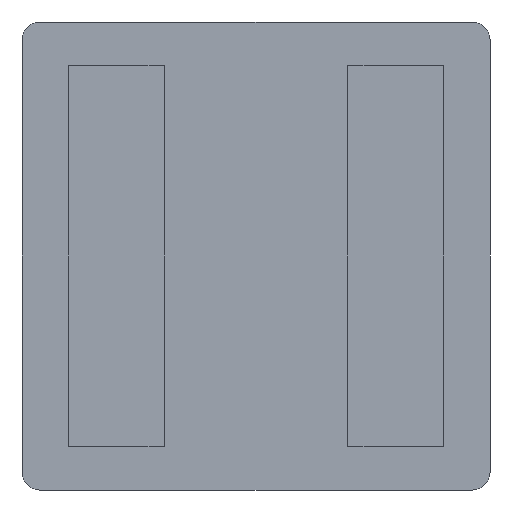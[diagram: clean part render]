
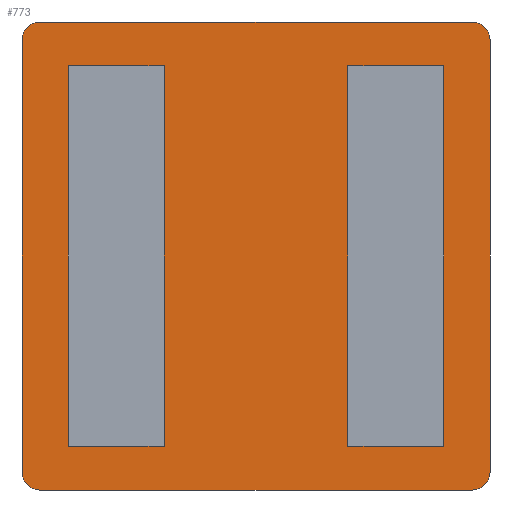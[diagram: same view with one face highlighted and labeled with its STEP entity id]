
A CAD part, front view. The second image highlights one B-rep face of the part: STEP entity #773.
In plain terms, the highlighted planar face has unit normal (0, -1, 0).
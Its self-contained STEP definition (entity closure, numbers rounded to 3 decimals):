
#8 = VERTEX_POINT ( 'NONE', #253 ) ;
#15 = CIRCLE ( 'NONE', #322, 0.15 ) ;
#21 = LINE ( 'NONE', #375, #606 ) ;
#29 = EDGE_CURVE ( 'NONE', #257, #539, #442, .T. ) ;
#41 = EDGE_CURVE ( 'NONE', #431, #257, #723, .T. ) ;
#54 = ORIENTED_EDGE ( 'NONE', *, *, #272, .F. ) ;
#58 = CARTESIAN_POINT ( 'NONE',  ( -1.85, 0., 1.85 ) ) ;
#61 = DIRECTION ( 'NONE',  ( 0., 0., 1. ) ) ;
#82 = VERTEX_POINT ( 'NONE', #755 ) ;
#86 = DIRECTION ( 'NONE',  ( 1., 0., 0. ) ) ;
#94 = EDGE_CURVE ( 'NONE', #152, #347, #473, .T. ) ;
#107 = CARTESIAN_POINT ( 'NONE',  ( 0.785, 0., 1.625 ) ) ;
#121 = VECTOR ( 'NONE', #665, 1000. ) ;
#129 = CARTESIAN_POINT ( 'NONE',  ( -2., 0., -1.85 ) ) ;
#134 = ORIENTED_EDGE ( 'NONE', *, *, #923, .F. ) ;
#144 = VECTOR ( 'NONE', #86, 1000. ) ;
#151 = CARTESIAN_POINT ( 'NONE',  ( 1.85, 0., 1.85 ) ) ;
#152 = VERTEX_POINT ( 'NONE', #482 ) ;
#164 = CARTESIAN_POINT ( 'NONE',  ( 2., 0., -2. ) ) ;
#182 = VECTOR ( 'NONE', #367, 1000. ) ;
#206 = CARTESIAN_POINT ( 'NONE',  ( -1.85, 0., -1.85 ) ) ;
#216 = ORIENTED_EDGE ( 'NONE', *, *, #29, .F. ) ;
#225 = DIRECTION ( 'NONE',  ( 0., 1., 0. ) ) ;
#236 = CARTESIAN_POINT ( 'NONE',  ( 0.785, 0., 1.625 ) ) ;
#240 = ORIENTED_EDGE ( 'NONE', *, *, #534, .F. ) ;
#243 = EDGE_CURVE ( 'NONE', #694, #718, #385, .T. ) ;
#251 = VECTOR ( 'NONE', #787, 1000. ) ;
#253 = CARTESIAN_POINT ( 'NONE',  ( 2., 0., 1.85 ) ) ;
#257 = VERTEX_POINT ( 'NONE', #236 ) ;
#258 = VECTOR ( 'NONE', #521, 1000. ) ;
#261 = VERTEX_POINT ( 'NONE', #724 ) ;
#269 = CARTESIAN_POINT ( 'NONE',  ( -0.785, 0., -1.625 ) ) ;
#272 = EDGE_CURVE ( 'NONE', #8, #347, #518, .T. ) ;
#288 = ORIENTED_EDGE ( 'NONE', *, *, #710, .F. ) ;
#296 = LINE ( 'NONE', #164, #121 ) ;
#299 = VERTEX_POINT ( 'NONE', #583 ) ;
#300 = CARTESIAN_POINT ( 'NONE',  ( -0.785, 0., 1.625 ) ) ;
#309 = ORIENTED_EDGE ( 'NONE', *, *, #94, .T. ) ;
#311 = CARTESIAN_POINT ( 'NONE',  ( 1.85, 0., 2. ) ) ;
#322 = AXIS2_PLACEMENT_3D ( 'NONE', #58, #572, #714 ) ;
#325 = ORIENTED_EDGE ( 'NONE', *, *, #728, .F. ) ;
#326 = VECTOR ( 'NONE', #760, 1000. ) ;
#330 = VECTOR ( 'NONE', #557, 1000. ) ;
#339 = DIRECTION ( 'NONE',  ( 0., 0., 1. ) ) ;
#347 = VERTEX_POINT ( 'NONE', #646 ) ;
#348 = EDGE_LOOP ( 'NONE', ( #240, #357, #325, #631 ) ) ;
#349 = DIRECTION ( 'NONE',  ( 0., -1., 0. ) ) ;
#357 = ORIENTED_EDGE ( 'NONE', *, *, #388, .F. ) ;
#367 = DIRECTION ( 'NONE',  ( 1., 0., 0. ) ) ;
#375 = CARTESIAN_POINT ( 'NONE',  ( 0.785, 0., -1.625 ) ) ;
#380 = VERTEX_POINT ( 'NONE', #311 ) ;
#383 = DIRECTION ( 'NONE',  ( 0., 0., 1. ) ) ;
#384 = LINE ( 'NONE', #639, #182 ) ;
#385 = CIRCLE ( 'NONE', #911, 0.15 ) ;
#388 = EDGE_CURVE ( 'NONE', #299, #610, #401, .T. ) ;
#401 = LINE ( 'NONE', #876, #144 ) ;
#406 = CARTESIAN_POINT ( 'NONE',  ( -2., 0., 2. ) ) ;
#418 = CIRCLE ( 'NONE', #481, 0.15 ) ;
#431 = VERTEX_POINT ( 'NONE', #729 ) ;
#434 = CARTESIAN_POINT ( 'NONE',  ( -1.605, 0., 1.625 ) ) ;
#442 = LINE ( 'NONE', #107, #805 ) ;
#444 = CARTESIAN_POINT ( 'NONE',  ( 2., 0., 2. ) ) ;
#460 = VERTEX_POINT ( 'NONE', #732 ) ;
#473 = CIRCLE ( 'NONE', #889, 0.15 ) ;
#477 = EDGE_CURVE ( 'NONE', #152, #718, #296, .T. ) ;
#481 = AXIS2_PLACEMENT_3D ( 'NONE', #151, #734, #812 ) ;
#482 = CARTESIAN_POINT ( 'NONE',  ( 1.85, 0., -2. ) ) ;
#484 = CARTESIAN_POINT ( 'NONE',  ( 0.785, 0., 1.625 ) ) ;
#485 = CARTESIAN_POINT ( 'NONE',  ( -0.785, 0., 1.625 ) ) ;
#494 = DIRECTION ( 'NONE',  ( 0., -1., 0. ) ) ;
#498 = ORIENTED_EDGE ( 'NONE', *, *, #896, .F. ) ;
#502 = PLANE ( 'NONE',  #808 ) ;
#505 = CARTESIAN_POINT ( 'NONE',  ( 1.605, 0., 1.625 ) ) ;
#511 = DIRECTION ( 'NONE',  ( 1., 0., 0. ) ) ;
#513 = VECTOR ( 'NONE', #685, 1000. ) ;
#518 = LINE ( 'NONE', #444, #686 ) ;
#521 = DIRECTION ( 'NONE',  ( 0., 0., 1. ) ) ;
#527 = ORIENTED_EDGE ( 'NONE', *, *, #751, .T. ) ;
#534 = EDGE_CURVE ( 'NONE', #610, #848, #699, .T. ) ;
#539 = VERTEX_POINT ( 'NONE', #619 ) ;
#553 = ORIENTED_EDGE ( 'NONE', *, *, #41, .F. ) ;
#557 = DIRECTION ( 'NONE',  ( 0., 0., 1. ) ) ;
#560 = DIRECTION ( 'NONE',  ( 0., 0., -1. ) ) ;
#571 = VECTOR ( 'NONE', #560, 1000. ) ;
#572 = DIRECTION ( 'NONE',  ( 0., -1., 0. ) ) ;
#580 = EDGE_CURVE ( 'NONE', #694, #725, #814, .T. ) ;
#583 = CARTESIAN_POINT ( 'NONE',  ( -1.605, 0., -1.625 ) ) ;
#588 = FACE_BOUND ( 'NONE', #348, .T. ) ;
#589 = CARTESIAN_POINT ( 'NONE',  ( -0.785, 0., 1.625 ) ) ;
#606 = VECTOR ( 'NONE', #511, 1000. ) ;
#610 = VERTEX_POINT ( 'NONE', #269 ) ;
#619 = CARTESIAN_POINT ( 'NONE',  ( 0.785, 0., -1.625 ) ) ;
#620 = EDGE_LOOP ( 'NONE', ( #498, #134, #216, #553 ) ) ;
#631 = ORIENTED_EDGE ( 'NONE', *, *, #895, .F. ) ;
#639 = CARTESIAN_POINT ( 'NONE',  ( 2., 0., 2. ) ) ;
#646 = CARTESIAN_POINT ( 'NONE',  ( 2., 0., -1.85 ) ) ;
#659 = LINE ( 'NONE', #300, #251 ) ;
#665 = DIRECTION ( 'NONE',  ( -1., 0., 0. ) ) ;
#685 = DIRECTION ( 'NONE',  ( 0., 0., 1. ) ) ;
#686 = VECTOR ( 'NONE', #782, 1000. ) ;
#694 = VERTEX_POINT ( 'NONE', #129 ) ;
#699 = LINE ( 'NONE', #485, #330 ) ;
#710 = EDGE_CURVE ( 'NONE', #82, #380, #384, .T. ) ;
#714 = DIRECTION ( 'NONE',  ( 0., 0., 1. ) ) ;
#718 = VERTEX_POINT ( 'NONE', #912 ) ;
#723 = LINE ( 'NONE', #484, #326 ) ;
#724 = CARTESIAN_POINT ( 'NONE',  ( -1.605, 0., 1.625 ) ) ;
#725 = VERTEX_POINT ( 'NONE', #920 ) ;
#728 = EDGE_CURVE ( 'NONE', #261, #299, #918, .T. ) ;
#729 = CARTESIAN_POINT ( 'NONE',  ( 1.605, 0., 1.625 ) ) ;
#732 = CARTESIAN_POINT ( 'NONE',  ( 1.605, 0., -1.625 ) ) ;
#734 = DIRECTION ( 'NONE',  ( 0., -1., 0. ) ) ;
#735 = ORIENTED_EDGE ( 'NONE', *, *, #243, .T. ) ;
#738 = FACE_OUTER_BOUND ( 'NONE', #791, .T. ) ;
#751 = EDGE_CURVE ( 'NONE', #82, #725, #15, .T. ) ;
#752 = CARTESIAN_POINT ( 'NONE',  ( 1.85, 0., -1.85 ) ) ;
#755 = CARTESIAN_POINT ( 'NONE',  ( -1.85, 0., 2. ) ) ;
#760 = DIRECTION ( 'NONE',  ( -1., 0., 0. ) ) ;
#772 = ORIENTED_EDGE ( 'NONE', *, *, #922, .T. ) ;
#773 = ADVANCED_FACE ( 'NONE', ( #784, #738, #588 ), #502, .F. ) ;
#782 = DIRECTION ( 'NONE',  ( 0., 0., -1. ) ) ;
#784 = FACE_BOUND ( 'NONE', #620, .T. ) ;
#787 = DIRECTION ( 'NONE',  ( -1., 0., 0. ) ) ;
#790 = CARTESIAN_POINT ( 'NONE',  ( 0., 0., 0. ) ) ;
#791 = EDGE_LOOP ( 'NONE', ( #288, #527, #902, #735, #793, #309, #54, #772 ) ) ;
#793 = ORIENTED_EDGE ( 'NONE', *, *, #477, .F. ) ;
#805 = VECTOR ( 'NONE', #885, 1000. ) ;
#808 = AXIS2_PLACEMENT_3D ( 'NONE', #790, #225, #383 ) ;
#812 = DIRECTION ( 'NONE',  ( 0., 0., 1. ) ) ;
#814 = LINE ( 'NONE', #406, #513 ) ;
#819 = LINE ( 'NONE', #505, #258 ) ;
#848 = VERTEX_POINT ( 'NONE', #589 ) ;
#876 = CARTESIAN_POINT ( 'NONE',  ( -0.785, 0., -1.625 ) ) ;
#885 = DIRECTION ( 'NONE',  ( 0., 0., -1. ) ) ;
#889 = AXIS2_PLACEMENT_3D ( 'NONE', #752, #349, #339 ) ;
#895 = EDGE_CURVE ( 'NONE', #848, #261, #659, .T. ) ;
#896 = EDGE_CURVE ( 'NONE', #460, #431, #819, .T. ) ;
#902 = ORIENTED_EDGE ( 'NONE', *, *, #580, .F. ) ;
#911 = AXIS2_PLACEMENT_3D ( 'NONE', #206, #494, #61 ) ;
#912 = CARTESIAN_POINT ( 'NONE',  ( -1.85, 0., -2. ) ) ;
#918 = LINE ( 'NONE', #434, #571 ) ;
#920 = CARTESIAN_POINT ( 'NONE',  ( -2., 0., 1.85 ) ) ;
#922 = EDGE_CURVE ( 'NONE', #8, #380, #418, .T. ) ;
#923 = EDGE_CURVE ( 'NONE', #539, #460, #21, .T. ) ;
